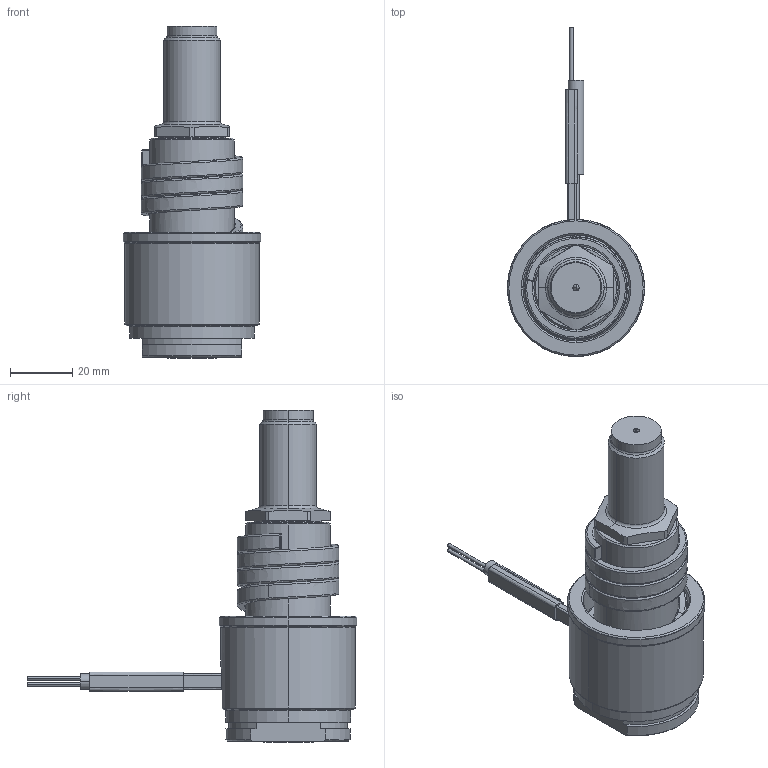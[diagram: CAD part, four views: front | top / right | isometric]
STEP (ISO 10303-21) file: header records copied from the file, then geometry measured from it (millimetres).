
FILE_DESCRIPTION((''),'2;1');
FILE_NAME('EL-86-BEV-N','2014-02-26T',('Íàòàëüÿ'),('IMID'),'PRO/ENGINEER BY PARAMETRIC TECHNOLOGY CORPORATION, 2010180','PRO/ENGINEER BY PARAMETRIC TECHNOLOGY CORPORATION, 2010180','');
FILE_SCHEMA(('CONFIG_CONTROL_DESIGN'));
Length unit declared in the file: millimetre
Products named in the file (1): EL-86-BEV-N
Bounding box: 44 x 105.5 x 106.3 mm (x, y, z)
Volume: 74279.2 mm3; surface area: 32205.7 mm2
Topology: 1 solids, 9 shells, 325 faces, 795 edges, 472 vertices
Faces by surface type: cylinder 106, cone 62, plane 54, bspline 53, torus 31, revolution 9, extrusion 8, sphere 2
Entity records: 15280 total; most frequent: CARTESIAN_POINT 7945, ORIENTED_EDGE 1546, DIRECTION 1463, EDGE_CURVE 785, AXIS2_PLACEMENT_3D 588, VERTEX_POINT 472, EDGE_LOOP 349, CIRCLE 332
